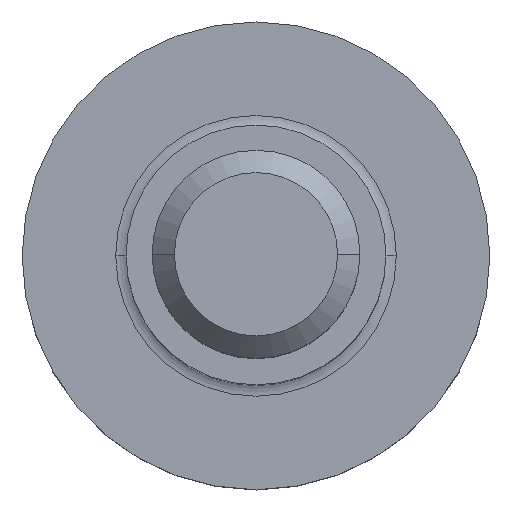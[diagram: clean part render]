
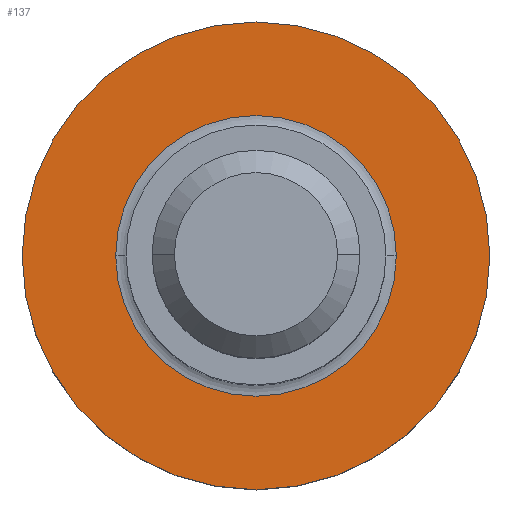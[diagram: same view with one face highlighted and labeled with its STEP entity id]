
A CAD part, top view. The second image highlights one B-rep face of the part: STEP entity #137.
In plain terms, the highlighted planar face has unit normal (0, 0, 1).
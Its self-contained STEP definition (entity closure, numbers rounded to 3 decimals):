
#137=ADVANCED_FACE('',(#271,#272),#273,.T.);
#271=FACE_BOUND('',#402,.T.);
#272=FACE_OUTER_BOUND('',#403,.T.);
#273=PLANE('',#404);
#402=EDGE_LOOP('',(#707,#708));
#403=EDGE_LOOP('',(#709,#710));
#404=AXIS2_PLACEMENT_3D('',#711,#712,#713);
#707=ORIENTED_EDGE('',*,*,#774,.T.);
#708=ORIENTED_EDGE('',*,*,#850,.T.);
#709=ORIENTED_EDGE('',*,*,#830,.T.);
#710=ORIENTED_EDGE('',*,*,#777,.T.);
#711=CARTESIAN_POINT('',(0.0,0.0,-10.0));
#712=DIRECTION('',(0.0,0.0,1.0));
#713=DIRECTION('',(-1.0,0.0,0.0));
#774=EDGE_CURVE('',#910,#913,#915,.T.);
#777=EDGE_CURVE('',#920,#917,#921,.T.);
#830=EDGE_CURVE('',#917,#920,#994,.T.);
#850=EDGE_CURVE('',#913,#910,#1020,.T.);
#910=VERTEX_POINT('',#1090);
#913=VERTEX_POINT('',#1093);
#915=CIRCLE('',#1095,2.7);
#917=VERTEX_POINT('',#1097);
#920=VERTEX_POINT('',#1101);
#921=CIRCLE('',#1102,4.5);
#994=CIRCLE('',#1194,4.5);
#1020=CIRCLE('',#1232,2.7);
#1090=CARTESIAN_POINT('',(2.7,0.0,-10.0));
#1093=CARTESIAN_POINT('',(-2.7,0.,-10.0));
#1095=AXIS2_PLACEMENT_3D('',#1300,#1301,#1302);
#1097=CARTESIAN_POINT('',(4.5,0.0,-10.0));
#1101=CARTESIAN_POINT('',(-4.5,0.,-10.0));
#1102=AXIS2_PLACEMENT_3D('',#1304,#1305,#1306);
#1194=AXIS2_PLACEMENT_3D('',#1377,#1378,#1379);
#1232=AXIS2_PLACEMENT_3D('',#1392,#1393,#1394);
#1300=CARTESIAN_POINT('',(0.0,0.0,-10.0));
#1301=DIRECTION('',(0.0,0.0,-1.0));
#1302=DIRECTION('',(1.0,0.0,0.0));
#1304=CARTESIAN_POINT('',(0.0,0.0,-10.0));
#1305=DIRECTION('',(0.0,0.0,1.0));
#1306=DIRECTION('',(1.0,0.0,0.0));
#1377=CARTESIAN_POINT('',(0.0,0.0,-10.0));
#1378=DIRECTION('',(0.0,0.0,1.0));
#1379=DIRECTION('',(1.0,0.0,0.0));
#1392=CARTESIAN_POINT('',(0.0,0.0,-10.0));
#1393=DIRECTION('',(0.0,0.0,-1.0));
#1394=DIRECTION('',(1.0,0.0,0.0));
